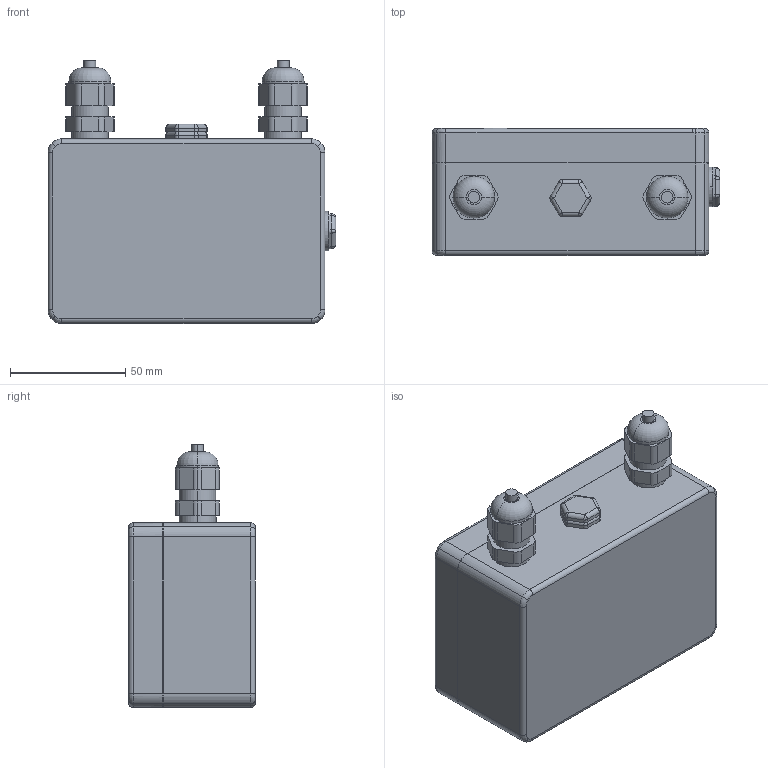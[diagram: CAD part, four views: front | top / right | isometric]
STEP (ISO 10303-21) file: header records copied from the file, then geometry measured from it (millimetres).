
FILE_DESCRIPTION (( 'STEP AP214' ), '1' );
FILE_NAME ('52006152.STEP', '2023-02-01T00:47:19', ( '' ), ( '' ), 'SwSTEP 2.0', 'SolidWorks 2021', '' );
FILE_SCHEMA (( 'AUTOMOTIVE_DESIGN' ));
Length unit declared in the file: inch
Products named in the file (1): 52006152
Bounding box: 124.75 x 55 x 113.96 mm (x, y, z)
Volume: 147372.6 mm3; surface area: 93633.6 mm2
Topology: 7 solids, 7 shells, 563 faces, 1488 edges, 953 vertices
Faces by surface type: plane 254, bspline 181, cylinder 109, torus 12, sphere 7
Entity records: 19714 total; most frequent: CARTESIAN_POINT 6847, ORIENTED_EDGE 2944, DIRECTION 2146, EDGE_CURVE 1472, VERTEX_POINT 953, LINE 798, VECTOR 798, AXIS2_PLACEMENT_3D 674
